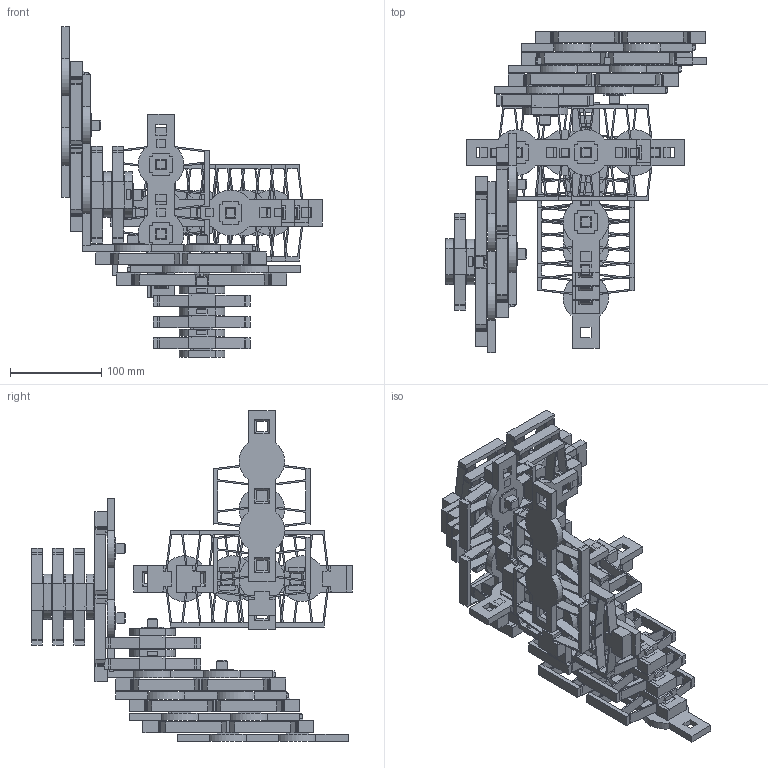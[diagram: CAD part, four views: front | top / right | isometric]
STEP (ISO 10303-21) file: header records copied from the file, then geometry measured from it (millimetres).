
FILE_DESCRIPTION(/* description */ (''),/* implementation_level */ '2;1');
FILE_NAME(/* name */ '3 axis mill draft.step',/* time_stamp */ '2024-05-04T12:33:43+10:00',/* author */ (''),/* organization */ (''),/* preprocessor_version */ 'ST-DEVELOPER v20',/* originating_system */ 'Autodesk Translation Framework v12.20.1.177',/* authorisation */ '');
FILE_SCHEMA (('AUTOMOTIVE_DESIGN { 1 0 10303 214 3 1 1 }'));
Length unit declared in the file: millimetre
Products named in the file (24): 3 axis mill draft; Z xy; X 90mm (1); 1.5 v43; 1.5 v43_1; 1.5 v43_2; Y  60mm; 1.5 v43_3; 1.5 v43_4; Y zx; Z 30mm; 1.5 v43_5; X 90mm; 1.5 v43_6; 1.5 v43_7; 1.5 v43_8; X yz; Y 60mm; 1.5 v43_9; 1.5 v43_10; Z 30mm (1); 1.5 v43_11; flex; top
Assembly tree (48 placements, depth 5):
  3 axis mill draft
    Z xy
      X 90mm (1)
        1.5 v43
          flex
          top
        1.5 v43_1
          flex
          top
        1.5 v43_2
          flex
          top
        top
      Y  60mm
        1.5 v43_3
          flex
          top
        1.5 v43_4
          flex
          top
    Y zx
      Z 30mm
        1.5 v43_5
          flex
          top
      X 90mm
        1.5 v43_6
          flex
          top
        1.5 v43_7
          flex
          top
        1.5 v43_8
          flex
          top
        top
    X yz
      Y 60mm
        1.5 v43_9
          flex
          top
        1.5 v43_10
          flex
          top
      Z 30mm (1)
        1.5 v43_11
          flex
          top
        top
Bounding box: 284.98 x 351.53 x 362.4 mm (x, y, z)
Volume: 1539798 mm3; surface area: 736510.5 mm2
Topology: 27 solids, 27 shells, 4842 faces, 13536 edges, 8796 vertices
Faces by surface type: plane 3486, cylinder 1356
Entity records: 12875 total; most frequent: CARTESIAN_POINT 2208, DIRECTION 2184, ORIENTED_EDGE 2128, EDGE_CURVE 1064, LINE 848, VECTOR 848, VERTEX_POINT 692, AXIS2_PLACEMENT_3D 668
